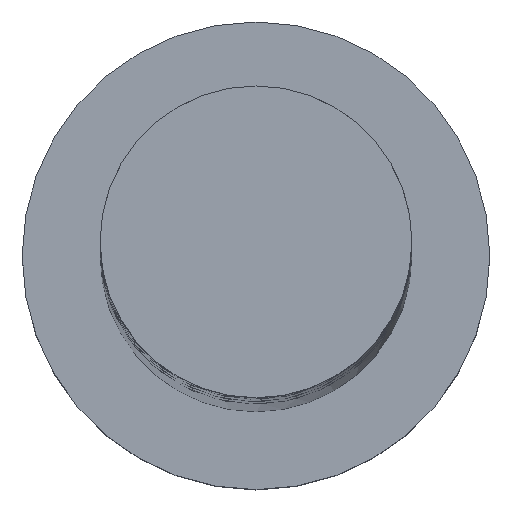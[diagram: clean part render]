
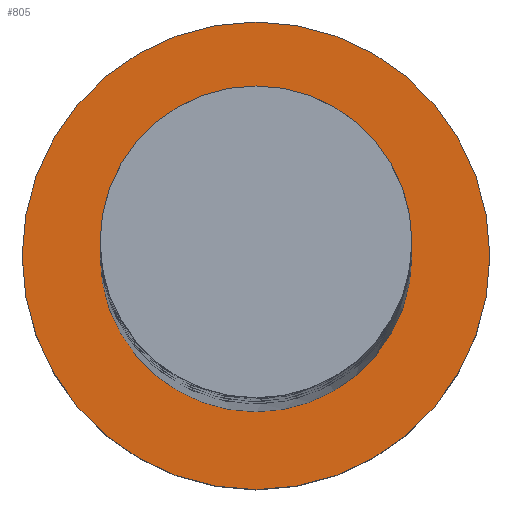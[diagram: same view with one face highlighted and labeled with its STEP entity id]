
A CAD part, top view. The second image highlights one B-rep face of the part: STEP entity #805.
In plain terms, the highlighted planar face has unit normal (0, 0, 1).
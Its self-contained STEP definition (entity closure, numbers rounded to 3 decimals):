
#25 = EDGE_CURVE ( 'NONE', #1056, #88, #1489, .T. ) ;
#88 = VERTEX_POINT ( 'NONE', #1566 ) ;
#90 = CIRCLE ( 'NONE', #394, 6. ) ;
#95 = CARTESIAN_POINT ( 'NONE',  ( 0., 0., 7. ) ) ;
#113 = DIRECTION ( 'NONE',  ( 1., 0., 0. ) ) ;
#202 = CARTESIAN_POINT ( 'NONE',  ( 6., 0., 7. ) ) ;
#235 = AXIS2_PLACEMENT_3D ( 'NONE', #1419, #1862, #1119 ) ;
#252 = ORIENTED_EDGE ( 'NONE', *, *, #1706, .F. ) ;
#267 = CIRCLE ( 'NONE', #1853, 9. ) ;
#394 = AXIS2_PLACEMENT_3D ( 'NONE', #1773, #1047, #1732 ) ;
#414 = DIRECTION ( 'NONE',  ( 0., 0., 1. ) ) ;
#467 = VERTEX_POINT ( 'NONE', #202 ) ;
#533 = EDGE_CURVE ( 'NONE', #467, #1918, #1308, .T. ) ;
#544 = DIRECTION ( 'NONE',  ( 0., 0., 1. ) ) ;
#599 = DIRECTION ( 'NONE',  ( 0., 0., 1. ) ) ;
#610 = FACE_OUTER_BOUND ( 'NONE', #1214, .T. ) ;
#805 = ADVANCED_FACE ( 'NONE', ( #1673, #610 ), #1051, .T. ) ;
#970 = DIRECTION ( 'NONE',  ( 1., 0., 0. ) ) ;
#1020 = EDGE_CURVE ( 'NONE', #88, #1056, #267, .T. ) ;
#1047 = DIRECTION ( 'NONE',  ( 0., 0., 1. ) ) ;
#1051 = PLANE ( 'NONE',  #1215 ) ;
#1056 = VERTEX_POINT ( 'NONE', #1585 ) ;
#1119 = DIRECTION ( 'NONE',  ( 1., 0., 0. ) ) ;
#1133 = EDGE_LOOP ( 'NONE', ( #252, #1290 ) ) ;
#1178 = AXIS2_PLACEMENT_3D ( 'NONE', #95, #414, #113 ) ;
#1213 = CARTESIAN_POINT ( 'NONE',  ( 0., 0., 7. ) ) ;
#1214 = EDGE_LOOP ( 'NONE', ( #1811, #1230 ) ) ;
#1215 = AXIS2_PLACEMENT_3D ( 'NONE', #1213, #599, #1627 ) ;
#1230 = ORIENTED_EDGE ( 'NONE', *, *, #25, .T. ) ;
#1290 = ORIENTED_EDGE ( 'NONE', *, *, #533, .F. ) ;
#1308 = CIRCLE ( 'NONE', #1178, 6. ) ;
#1419 = CARTESIAN_POINT ( 'NONE',  ( 0., 0., 7. ) ) ;
#1489 = CIRCLE ( 'NONE', #235, 9. ) ;
#1566 = CARTESIAN_POINT ( 'NONE',  ( -9., 0., 7. ) ) ;
#1585 = CARTESIAN_POINT ( 'NONE',  ( 9., 0., 7. ) ) ;
#1627 = DIRECTION ( 'NONE',  ( 1., 0., 0. ) ) ;
#1673 = FACE_BOUND ( 'NONE', #1133, .T. ) ;
#1700 = CARTESIAN_POINT ( 'NONE',  ( 0., 0., 7. ) ) ;
#1706 = EDGE_CURVE ( 'NONE', #1918, #467, #90, .T. ) ;
#1732 = DIRECTION ( 'NONE',  ( 1., 0., 0. ) ) ;
#1773 = CARTESIAN_POINT ( 'NONE',  ( 0., 0., 7. ) ) ;
#1795 = CARTESIAN_POINT ( 'NONE',  ( -6., 0., 7. ) ) ;
#1811 = ORIENTED_EDGE ( 'NONE', *, *, #1020, .T. ) ;
#1853 = AXIS2_PLACEMENT_3D ( 'NONE', #1700, #544, #970 ) ;
#1862 = DIRECTION ( 'NONE',  ( 0., 0., 1. ) ) ;
#1918 = VERTEX_POINT ( 'NONE', #1795 ) ;
